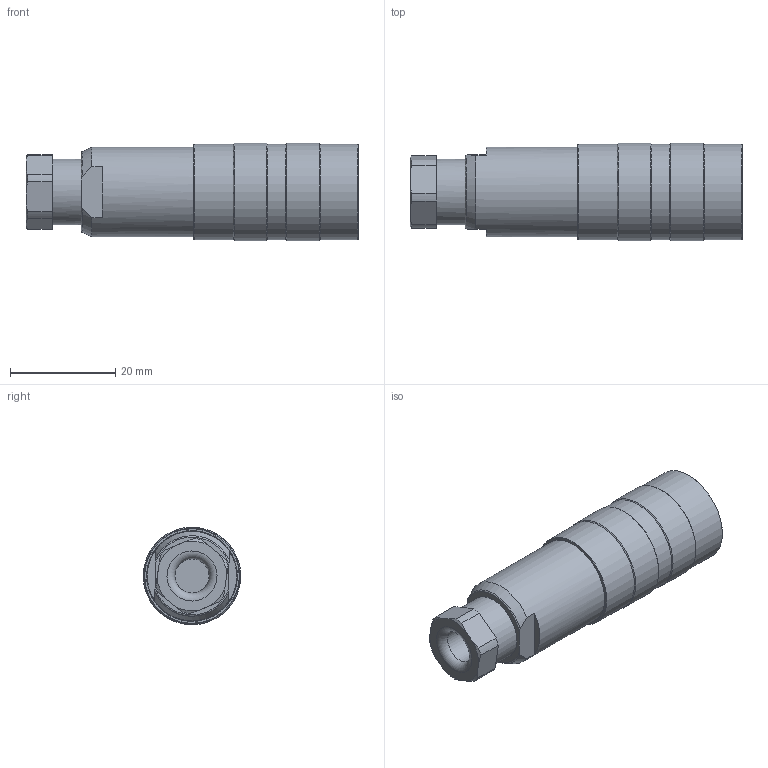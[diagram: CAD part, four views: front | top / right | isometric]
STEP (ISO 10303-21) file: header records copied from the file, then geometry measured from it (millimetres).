
FILE_DESCRIPTION(/* description */ (''),/* implementation_level */ '2;1');
FILE_NAME(/* name */ '06_4232_0002_001_01.stp',/* time_stamp */ '2014-04-14T09:56:20+02:00',/* author */ (''),/* organization */ (''),/* preprocessor_version */ 'ST-DEVELOPER v14',/* originating_system */ 'SIEMENS PLM Software NX 8.0',/* authorisation */ '');
FILE_SCHEMA (('AUTOMOTIVE_DESIGN { 1 0 10303 214 3 1 1 1 }'));
Length unit declared in the file: millimetre
Products named in the file (1): sach10E4221709r0
Bounding box: 63 x 18.5 x 18.5 mm (x, y, z)
Volume: 13197.6 mm3; surface area: 5084.5 mm2
Topology: 1 solids, 2 shells, 129 faces, 320 edges, 211 vertices
Faces by surface type: plane 71, cylinder 33, cone 22, torus 3
Full cylindrical faces by diameter (mm): 2.25 x1, 2.5 x1, 6.5 x1, 12.5 x1, 15.188 x1, 15.25 x1, 17 x1, 18.15 x3, 18.5 x2
Entity records: 3734 total; most frequent: CARTESIAN_POINT 733, DIRECTION 612, ORIENTED_EDGE 582, EDGE_CURVE 291, AXIS2_PLACEMENT_3D 221, VERTEX_POINT 204, LINE 170, VECTOR 170
